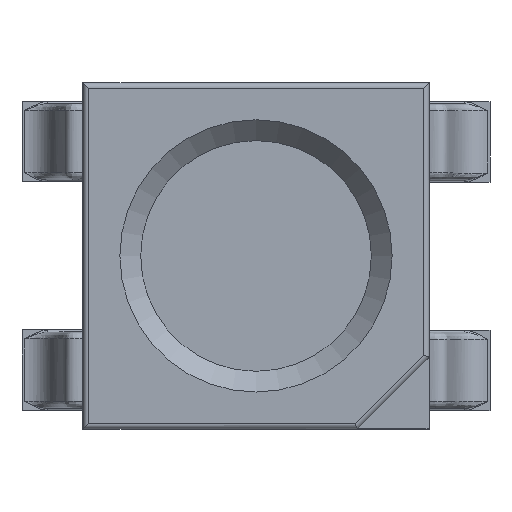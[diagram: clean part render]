
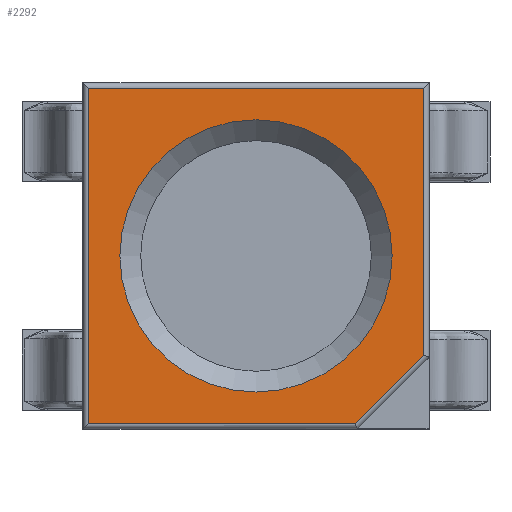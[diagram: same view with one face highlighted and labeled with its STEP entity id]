
A CAD part, top view. The second image highlights one B-rep face of the part: STEP entity #2292.
In plain terms, the highlighted planar face has unit normal (0, 0, 1).
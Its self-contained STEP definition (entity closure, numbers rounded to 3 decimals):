
#120=FACE_BOUND('',#313,.T.);
#129=CIRCLE('',#2444,1.967);
#180=FACE_OUTER_BOUND('',#312,.T.);
#312=EDGE_LOOP('',(#1472,#1473,#1474,#1475,#1476));
#313=EDGE_LOOP('',(#1477));
#453=LINE('',#3196,#690);
#454=LINE('',#3198,#691);
#455=LINE('',#3200,#692);
#456=LINE('',#3202,#693);
#457=LINE('',#3203,#694);
#690=VECTOR('',#2618,1.);
#691=VECTOR('',#2619,1.);
#692=VECTOR('',#2620,1.);
#693=VECTOR('',#2621,1.);
#694=VECTOR('',#2622,1.);
#927=VERTEX_POINT('',#3194);
#928=VERTEX_POINT('',#3195);
#929=VERTEX_POINT('',#3197);
#930=VERTEX_POINT('',#3199);
#931=VERTEX_POINT('',#3201);
#932=VERTEX_POINT('',#3204);
#1139=EDGE_CURVE('',#927,#928,#453,.T.);
#1140=EDGE_CURVE('',#928,#929,#454,.T.);
#1141=EDGE_CURVE('',#929,#930,#455,.T.);
#1142=EDGE_CURVE('',#930,#931,#456,.T.);
#1143=EDGE_CURVE('',#931,#927,#457,.T.);
#1144=EDGE_CURVE('',#932,#932,#129,.T.);
#1472=ORIENTED_EDGE('',*,*,#1139,.T.);
#1473=ORIENTED_EDGE('',*,*,#1140,.T.);
#1474=ORIENTED_EDGE('',*,*,#1141,.T.);
#1475=ORIENTED_EDGE('',*,*,#1142,.T.);
#1476=ORIENTED_EDGE('',*,*,#1143,.T.);
#1477=ORIENTED_EDGE('',*,*,#1144,.T.);
#2138=PLANE('',#2443);
#2292=ADVANCED_FACE('',(#180,#120),#2138,.T.);
#2443=AXIS2_PLACEMENT_3D('',#3193,#2616,#2617);
#2444=AXIS2_PLACEMENT_3D('',#3205,#2623,#2624);
#2616=DIRECTION('center_axis',(0.,0.,1.));
#2617=DIRECTION('ref_axis',(-1.,0.,0.));
#2618=DIRECTION('',(0.707,0.707,0.));
#2619=DIRECTION('',(0.,1.,0.));
#2620=DIRECTION('',(-1.,0.,0.));
#2621=DIRECTION('',(0.,-1.,0.));
#2622=DIRECTION('',(1.,0.,0.));
#2623=DIRECTION('center_axis',(0.,0.,-1.));
#2624=DIRECTION('ref_axis',(-1.,0.,0.));
#3193=CARTESIAN_POINT('Origin',(0.,0.,1.6));
#3194=CARTESIAN_POINT('',(1.433,-2.425,1.6));
#3195=CARTESIAN_POINT('',(2.425,-1.433,1.6));
#3196=CARTESIAN_POINT('',(1.411,-2.447,1.6));
#3197=CARTESIAN_POINT('',(2.425,2.425,1.6));
#3198=CARTESIAN_POINT('',(2.425,-1.464,1.6));
#3199=CARTESIAN_POINT('',(-2.425,2.425,1.6));
#3200=CARTESIAN_POINT('',(2.5,2.425,1.6));
#3201=CARTESIAN_POINT('',(-2.425,-2.425,1.6));
#3202=CARTESIAN_POINT('',(-2.425,2.5,1.6));
#3203=CARTESIAN_POINT('',(-2.5,-2.425,1.6));
#3204=CARTESIAN_POINT('',(1.967,0.,1.6));
#3205=CARTESIAN_POINT('Origin',(0.,0.,1.6));
